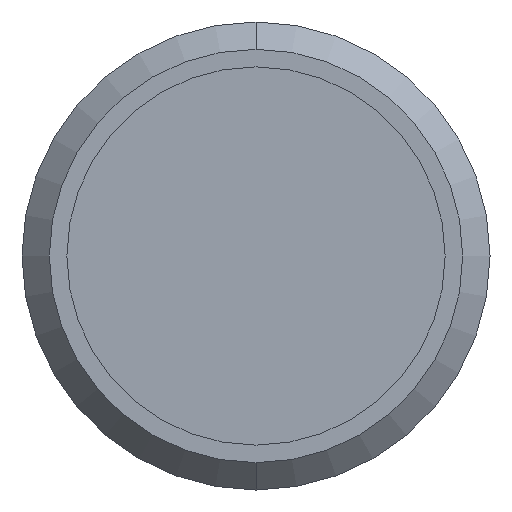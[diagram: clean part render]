
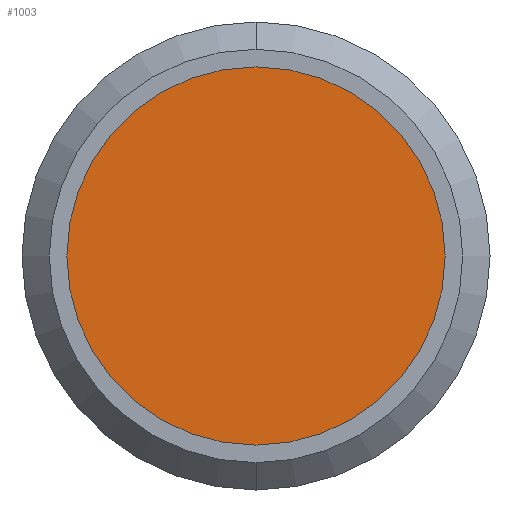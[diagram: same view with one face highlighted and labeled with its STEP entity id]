
A CAD part, front view. The second image highlights one B-rep face of the part: STEP entity #1003.
In plain terms, the highlighted planar face has unit normal (0, -1, 0).
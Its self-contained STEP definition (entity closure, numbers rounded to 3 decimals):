
#1003=ADVANCED_FACE('',(#1963),#1964,.T.);
#1963=FACE_OUTER_BOUND('',#2890,.T.);
#1964=PLANE('',#2891);
#2890=EDGE_LOOP('',(#5304,#5305));
#2891=AXIS2_PLACEMENT_3D('',#5306,#5307,#5308);
#5304=ORIENTED_EDGE('',*,*,#6209,.T.);
#5305=ORIENTED_EDGE('',*,*,#6222,.T.);
#5306=CARTESIAN_POINT('',(0.0,-0.01,2.425));
#5307=DIRECTION('',(0.0,-1.0,0.0));
#5308=DIRECTION('',(0.0,0.0,1.0));
#6209=EDGE_CURVE('',#7447,#7451,#7453,.T.);
#6222=EDGE_CURVE('',#7451,#7447,#7470,.T.);
#7447=VERTEX_POINT('',#9547);
#7451=VERTEX_POINT('',#9552);
#7453=CIRCLE('',#9555,4.85);
#7470=CIRCLE('',#9574,4.85);
#9547=CARTESIAN_POINT('',(0.0,-0.01,4.85));
#9552=CARTESIAN_POINT('',(0.,-0.01,-4.85));
#9555=AXIS2_PLACEMENT_3D('',#10720,#10721,#10722);
#9574=AXIS2_PLACEMENT_3D('',#10740,#10741,#10742);
#10720=CARTESIAN_POINT('',(0.0,-0.01,0.0));
#10721=DIRECTION('',(0.0,-1.0,0.0));
#10722=DIRECTION('',(0.0,0.0,1.0));
#10740=CARTESIAN_POINT('',(0.0,-0.01,0.0));
#10741=DIRECTION('',(0.0,-1.0,0.0));
#10742=DIRECTION('',(0.0,0.0,1.0));
